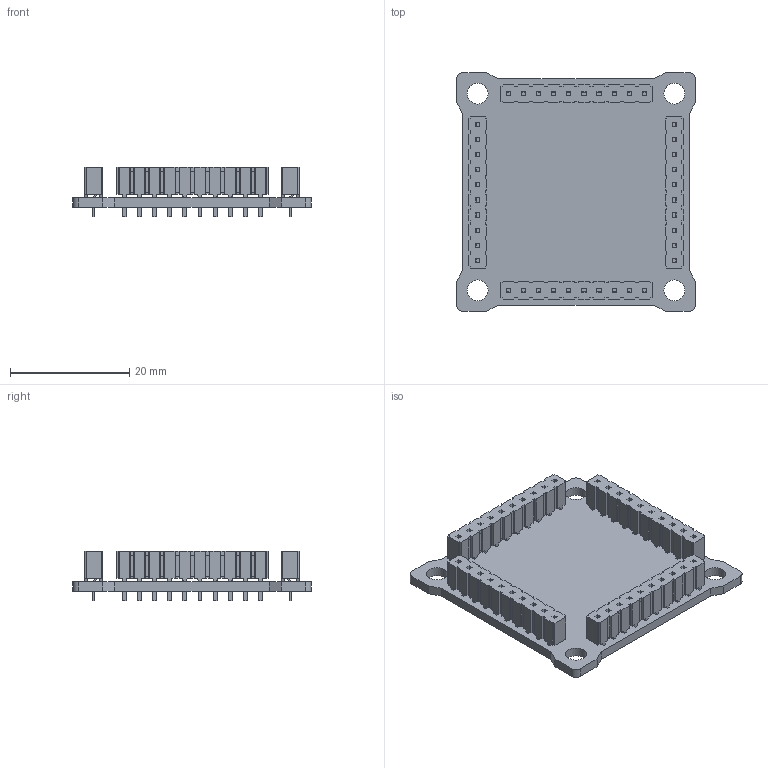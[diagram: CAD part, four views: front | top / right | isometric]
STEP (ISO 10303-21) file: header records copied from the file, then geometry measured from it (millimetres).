
FILE_DESCRIPTION(('KiCad electronic assembly'),'2;1');
FILE_NAME('PCB_Outline_2022-03-01.step','2022-07-06T11:44:40',('Pcbnew') ,('Kicad'),'Open CASCADE STEP processor 7.6','KiCad to STEP converter' ,'Unknown');
FILE_SCHEMA(('AUTOMOTIVE_DESIGN { 1 0 10303 214 1 1 1 1 }'));
Length unit declared in the file: millimetre
Products named in the file (4): PCB_Outline_2022-03-01 1; CES-110-01-T-S; COMPOUND; PCB_Outline_2022-03-01 PCB
Assembly tree (6 placements, depth 3):
  PCB_Outline_2022-03-01 1
    CES-110-01-T-S  x4
      COMPOUND
    PCB_Outline_2022-03-01 PCB
Bounding box: 40 x 40 x 8.33 mm (x, y, z)
Volume: 4370.7 mm3; surface area: 7464 mm2
Topology: 9 solids, 9 shells, 1480 faces, 4026 edges, 2684 vertices
Faces by surface type: bspline 1448, plane 24, cylinder 8
Full cylindrical faces by diameter (mm): 3.5 x4
Entity records: 23471 total; most frequent: CARTESIAN_POINT 8673, B_SPLINE_CURVE_WITH_KNOTS 2872, ORIENTED_EDGE 2148, PCURVE 2148, DEFINITIONAL_REPRESENTATION 2148, EDGE_CURVE 1074, SURFACE_CURVE 1070, VERTEX_POINT 716
